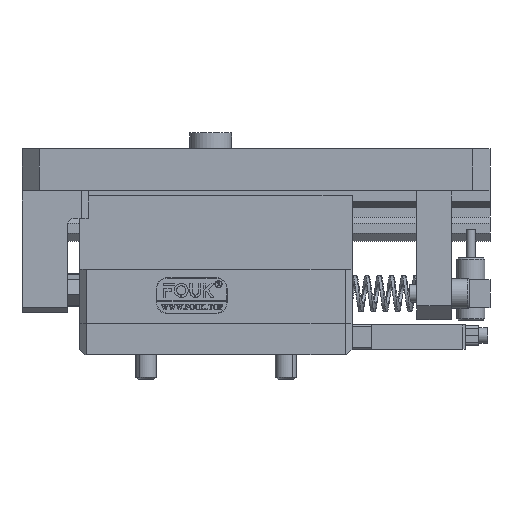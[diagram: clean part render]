
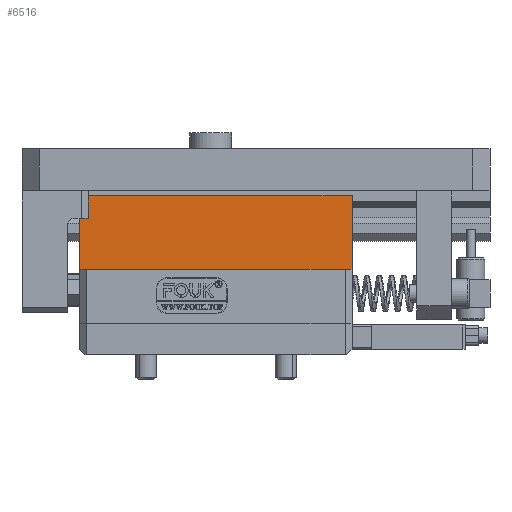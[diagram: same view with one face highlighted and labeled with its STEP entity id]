
A CAD part, front view. The second image highlights one B-rep face of the part: STEP entity #6516.
In plain terms, the highlighted face is planar.
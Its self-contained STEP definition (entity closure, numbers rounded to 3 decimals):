
#880 = EDGE_CURVE ( 'NONE', #6144, #37002, #32825, .T. ) ;
#2189 = DIRECTION ( 'NONE',  ( 0., -1., 0. ) ) ;
#2244 = ORIENTED_EDGE ( 'NONE', *, *, #880, .F. ) ;
#2888 = LINE ( 'NONE', #20901, #20940 ) ;
#3109 = ORIENTED_EDGE ( 'NONE', *, *, #29037, .F. ) ;
#3646 = DIRECTION ( 'NONE',  ( 0., 0., -1. ) ) ;
#3857 = DIRECTION ( 'NONE',  ( 0., 1., 0. ) ) ;
#3930 = VECTOR ( 'NONE', #2189, 1000. ) ;
#4521 = ORIENTED_EDGE ( 'NONE', *, *, #20487, .F. ) ;
#5000 = EDGE_CURVE ( 'NONE', #26494, #37002, #10051, .T. ) ;
#5467 = CARTESIAN_POINT ( 'NONE',  ( -22., 10.5, -39. ) ) ;
#5546 = ORIENTED_EDGE ( 'NONE', *, *, #34328, .F. ) ;
#5657 = CARTESIAN_POINT ( 'NONE',  ( -22., 11.5, -25.5 ) ) ;
#6144 = VERTEX_POINT ( 'NONE', #24713 ) ;
#6392 = DIRECTION ( 'NONE',  ( 0., 0., 1. ) ) ;
#6516 = ADVANCED_FACE ( 'NONE', ( #11422 ), #12174, .F. ) ;
#7237 = VECTOR ( 'NONE', #3646, 1000. ) ;
#8682 = CARTESIAN_POINT ( 'NONE',  ( -22., 10.5, 25.5 ) ) ;
#9747 = CARTESIAN_POINT ( 'NONE',  ( -22., 11.5, -25.5 ) ) ;
#9990 = CARTESIAN_POINT ( 'NONE',  ( -22., 10.5, -25.5 ) ) ;
#10051 = LINE ( 'NONE', #26044, #13202 ) ;
#11396 = ORIENTED_EDGE ( 'NONE', *, *, #5000, .T. ) ;
#11422 = FACE_OUTER_BOUND ( 'NONE', #16540, .T. ) ;
#12174 = PLANE ( 'NONE',  #12692 ) ;
#12676 = CARTESIAN_POINT ( 'NONE',  ( -22., 11.5, 39. ) ) ;
#12692 = AXIS2_PLACEMENT_3D ( 'NONE', #12676, #15592, #3857 ) ;
#12999 = VECTOR ( 'NONE', #27471, 1000. ) ;
#13202 = VECTOR ( 'NONE', #17482, 1000. ) ;
#14793 = LINE ( 'NONE', #20958, #19335 ) ;
#15373 = CARTESIAN_POINT ( 'NONE',  ( -22., 10.5, 39. ) ) ;
#15592 = DIRECTION ( 'NONE',  ( 1., 0., 0. ) ) ;
#16246 = VERTEX_POINT ( 'NONE', #5657 ) ;
#16301 = VERTEX_POINT ( 'NONE', #20646 ) ;
#16304 = VECTOR ( 'NONE', #6392, 1000. ) ;
#16540 = EDGE_LOOP ( 'NONE', ( #4521, #34482, #35450, #5546, #11396, #2244, #24664, #3109 ) ) ;
#17359 = VERTEX_POINT ( 'NONE', #27801 ) ;
#17482 = DIRECTION ( 'NONE',  ( 0., -1., 0. ) ) ;
#17832 = EDGE_CURVE ( 'NONE', #16301, #6144, #24711, .T. ) ;
#19335 = VECTOR ( 'NONE', #26498, 1000. ) ;
#20331 = LINE ( 'NONE', #15373, #16304 ) ;
#20487 = EDGE_CURVE ( 'NONE', #17359, #24379, #2888, .T. ) ;
#20646 = CARTESIAN_POINT ( 'NONE',  ( -22., 10.5, 39. ) ) ;
#20901 = CARTESIAN_POINT ( 'NONE',  ( -22., 11.5, 25.5 ) ) ;
#20940 = VECTOR ( 'NONE', #23431, 1000. ) ;
#20958 = CARTESIAN_POINT ( 'NONE',  ( -22., 10.5, 39. ) ) ;
#21345 = VECTOR ( 'NONE', #27014, 1000. ) ;
#21727 = LINE ( 'NONE', #32287, #7237 ) ;
#23431 = DIRECTION ( 'NONE',  ( 0., -1., 0. ) ) ;
#24379 = VERTEX_POINT ( 'NONE', #8682 ) ;
#24664 = ORIENTED_EDGE ( 'NONE', *, *, #17832, .F. ) ;
#24711 = LINE ( 'NONE', #36356, #3930 ) ;
#24713 = CARTESIAN_POINT ( 'NONE',  ( -22., -13., 39. ) ) ;
#26044 = CARTESIAN_POINT ( 'NONE',  ( -22., 11.5, -39. ) ) ;
#26325 = EDGE_CURVE ( 'NONE', #16246, #32231, #29007, .T. ) ;
#26494 = VERTEX_POINT ( 'NONE', #5467 ) ;
#26498 = DIRECTION ( 'NONE',  ( 0., 0., 1. ) ) ;
#27014 = DIRECTION ( 'NONE',  ( 0., -1., 0. ) ) ;
#27471 = DIRECTION ( 'NONE',  ( 0., 0., -1. ) ) ;
#27801 = CARTESIAN_POINT ( 'NONE',  ( -22., 11.5, 25.5 ) ) ;
#29007 = LINE ( 'NONE', #9747, #21345 ) ;
#29014 = EDGE_CURVE ( 'NONE', #17359, #16246, #21727, .T. ) ;
#29037 = EDGE_CURVE ( 'NONE', #24379, #16301, #20331, .T. ) ;
#32231 = VERTEX_POINT ( 'NONE', #9990 ) ;
#32287 = CARTESIAN_POINT ( 'NONE',  ( -22., 11.5, 39. ) ) ;
#32825 = LINE ( 'NONE', #33537, #12999 ) ;
#33537 = CARTESIAN_POINT ( 'NONE',  ( -22., -13., 39. ) ) ;
#34275 = CARTESIAN_POINT ( 'NONE',  ( -22., -13., -39. ) ) ;
#34328 = EDGE_CURVE ( 'NONE', #26494, #32231, #14793, .T. ) ;
#34482 = ORIENTED_EDGE ( 'NONE', *, *, #29014, .T. ) ;
#35450 = ORIENTED_EDGE ( 'NONE', *, *, #26325, .T. ) ;
#36356 = CARTESIAN_POINT ( 'NONE',  ( -22., 11.5, 39. ) ) ;
#37002 = VERTEX_POINT ( 'NONE', #34275 ) ;
